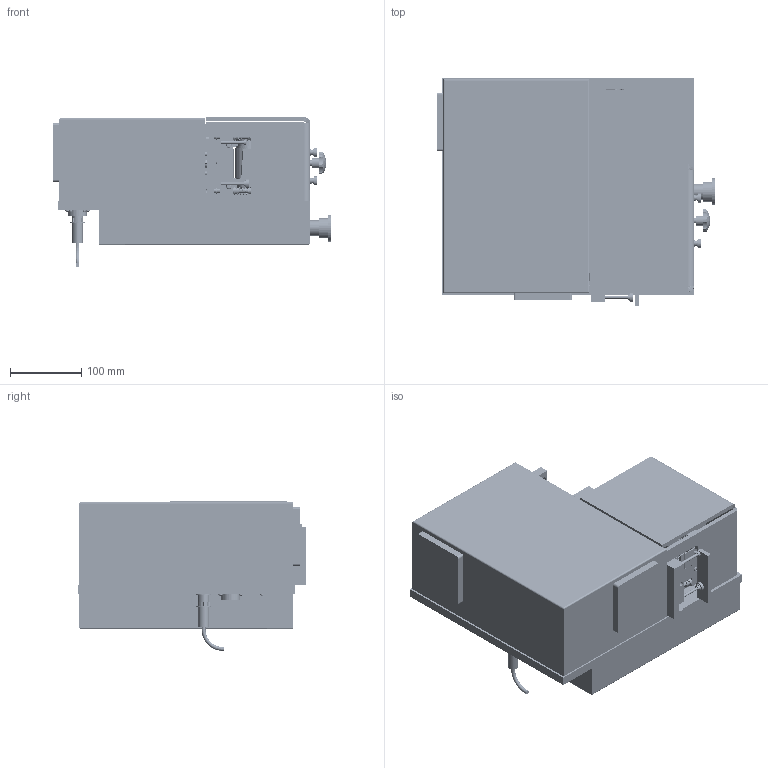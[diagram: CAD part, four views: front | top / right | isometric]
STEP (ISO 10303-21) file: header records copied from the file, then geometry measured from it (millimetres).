
FILE_DESCRIPTION(/* description */ (''),/* implementation_level */ '2;1');
FILE_NAME(/* name */ '5D.stp',/* time_stamp */ '2018-01-18T11:27:49-05:00',/* author */ ('ppanana'),/* organization */ (''),/* preprocessor_version */ 'ST-DEVELOPER v16.1',/* originating_system */ 'Autodesk Inventor 2016',/* authorisation */ '');
FILE_SCHEMA (('CONFIG_CONTROL_DESIGN'));
Products named in the file (1): 5D SOLID MODEL
Bounding box: 392.06 x 320.8 x 210.48 mm (x, y, z)
Surface area: 2085703.8 mm2 (no closed solid volume)
Topology: 0 solids, 328 shells, 7462 faces, 17812 edges, 11708 vertices
Faces by surface type: plane 5364, cylinder 1439, bspline 370, cone 259, torus 23, sphere 7
Full cylindrical faces by diameter (mm): 0.265 x16, 0.8 x1, 1 x8, 1.022 x5, 1.2 x6, 1.533 x4, 1.8 x1, 2 x48, 2.156 x2, 2.2 x1, 2.236 x2, 2.3 x2, 2.459 x37, 2.5 x2, 2.644 x5, 2.7 x2, 2.845 x2, 2.879 x20, 3 x49, 3.1 x2, 3.175 x6, 3.18 x1, 3.2 x9, 3.242 x30, 3.4 x4, 3.5 x12, 3.7 x2, 3.99 x5, 4 x36, 4.08 x4
Entity records: 224826 total; most frequent: CARTESIAN_POINT 48815, DIRECTION 32925, ORIENTED_EDGE 32770, EDGE_CURVE 16385, LINE 12539, VECTOR 12539, VERTEX_POINT 11450, AXIS2_PLACEMENT_3D 10193
